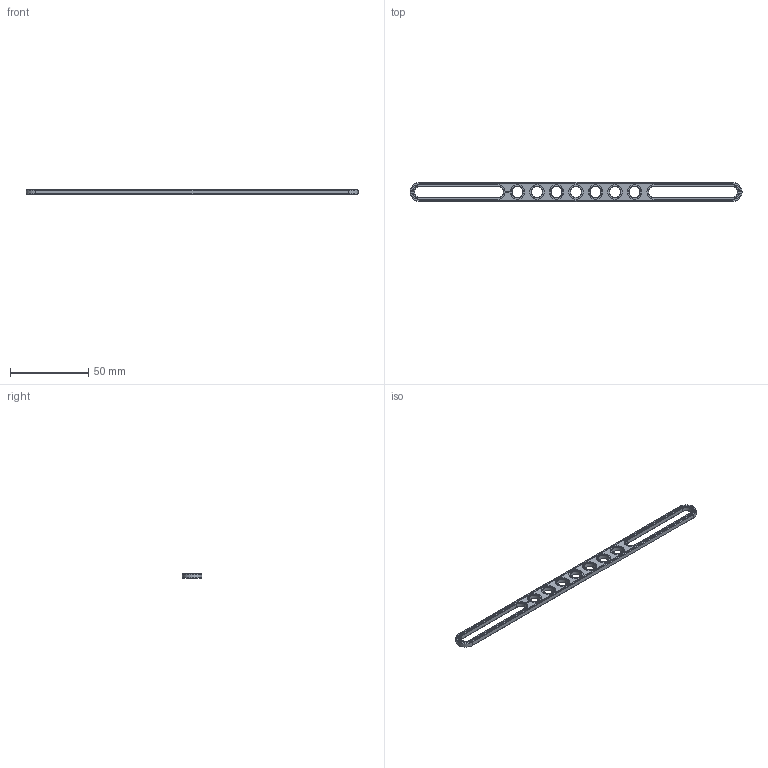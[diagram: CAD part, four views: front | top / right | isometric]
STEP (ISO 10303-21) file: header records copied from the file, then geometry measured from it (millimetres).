
FILE_DESCRIPTION(('FreeCAD Model'),'2;1');
FILE_NAME('Open CASCADE Shape Model','2023-01-08T23:27:27',(''),(''), 'Open CASCADE STEP processor 7.6','FreeCAD','Unknown');
FILE_SCHEMA(('AUTOMOTIVE_DESIGN { 1 0 10303 214 1 1 1 1 }'));
Length unit declared in the file: millimetre
Products named in the file (1): Brace STR SLT BE ERR BU17x01x00.25x05 - SPN-BRC-0345 (stemfie.org)
Bounding box: 212.5 x 12.5 x 3.12 mm (x, y, z)
Volume: 4725.3 mm3; surface area: 5656.1 mm2
Topology: 1 solids, 1 shells, 609 faces, 1661 edges, 1097 vertices
Faces by surface type: plane 359, extrusion 198, cone 26, cylinder 26
Full cylindrical faces by diameter (mm): 7 x7, 9.2 x7
Entity records: 42189 total; most frequent: CARTESIAN_POINT 10379, DIRECTION 5085, VECTOR 4045, LINE 3847, ORIENTED_EDGE 3322, PCURVE 3322, DEFINITIONAL_REPRESENTATION 3322, EDGE_CURVE 1661
